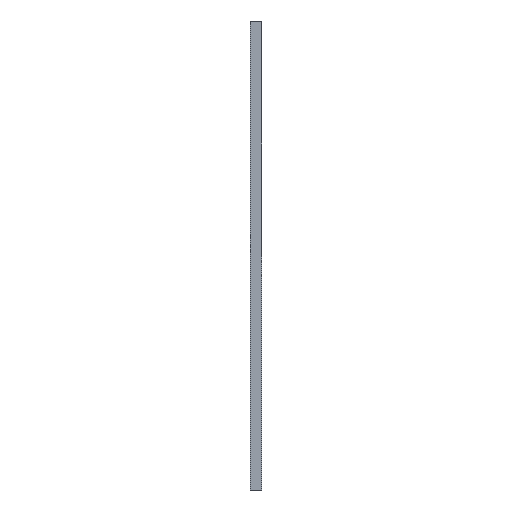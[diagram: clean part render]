
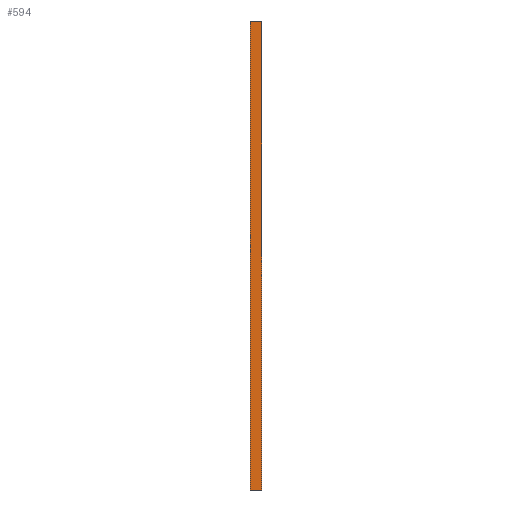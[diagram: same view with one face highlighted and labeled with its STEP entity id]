
A CAD part, left-side view. The second image highlights one B-rep face of the part: STEP entity #594.
In plain terms, the highlighted planar face has unit normal (-1, 0, 0).
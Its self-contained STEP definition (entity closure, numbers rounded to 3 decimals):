
#5 = CARTESIAN_POINT ( 'NONE',  ( -140., 6., -120. ) ) ;
#60 = CARTESIAN_POINT ( 'NONE',  ( -140., 6., 120. ) ) ;
#180 = CARTESIAN_POINT ( 'NONE',  ( -140., 6., -120. ) ) ;
#189 = VERTEX_POINT ( 'NONE', #890 ) ;
#210 = PLANE ( 'NONE',  #1755 ) ;
#371 = EDGE_LOOP ( 'NONE', ( #1254, #1230, #1001, #1820 ) ) ;
#382 = DIRECTION ( 'NONE',  ( 0., 0., -1. ) ) ;
#411 = EDGE_CURVE ( 'NONE', #1812, #1205, #1817, .T. ) ;
#546 = DIRECTION ( 'NONE',  ( 0., 0., 1. ) ) ;
#594 = ADVANCED_FACE ( 'NONE', ( #1464 ), #210, .F. ) ;
#669 = CARTESIAN_POINT ( 'NONE',  ( -140., 6., -120. ) ) ;
#887 = LINE ( 'NONE', #1055, #1834 ) ;
#890 = CARTESIAN_POINT ( 'NONE',  ( -140., 0., 120. ) ) ;
#894 = DIRECTION ( 'NONE',  ( 0., -1., 0. ) ) ;
#1001 = ORIENTED_EDGE ( 'NONE', *, *, #1353, .F. ) ;
#1055 = CARTESIAN_POINT ( 'NONE',  ( -140., 6., 120. ) ) ;
#1134 = VECTOR ( 'NONE', #2087, 1000. ) ;
#1186 = EDGE_CURVE ( 'NONE', #2127, #189, #887, .T. ) ;
#1205 = VERTEX_POINT ( 'NONE', #1639 ) ;
#1230 = ORIENTED_EDGE ( 'NONE', *, *, #1186, .F. ) ;
#1254 = ORIENTED_EDGE ( 'NONE', *, *, #2215, .T. ) ;
#1328 = VECTOR ( 'NONE', #894, 1000. ) ;
#1353 = EDGE_CURVE ( 'NONE', #1812, #2127, #1958, .T. ) ;
#1464 = FACE_OUTER_BOUND ( 'NONE', #371, .T. ) ;
#1483 = VECTOR ( 'NONE', #546, 1000. ) ;
#1493 = DIRECTION ( 'NONE',  ( 1., 0., 0. ) ) ;
#1638 = LINE ( 'NONE', #1905, #1134 ) ;
#1639 = CARTESIAN_POINT ( 'NONE',  ( -140., 0., -120. ) ) ;
#1755 = AXIS2_PLACEMENT_3D ( 'NONE', #5, #1493, #382 ) ;
#1812 = VERTEX_POINT ( 'NONE', #669 ) ;
#1817 = LINE ( 'NONE', #180, #1328 ) ;
#1820 = ORIENTED_EDGE ( 'NONE', *, *, #411, .T. ) ;
#1834 = VECTOR ( 'NONE', #1974, 1000. ) ;
#1905 = CARTESIAN_POINT ( 'NONE',  ( -140., 0., -120. ) ) ;
#1958 = LINE ( 'NONE', #2203, #1483 ) ;
#1974 = DIRECTION ( 'NONE',  ( 0., -1., 0. ) ) ;
#2087 = DIRECTION ( 'NONE',  ( 0., 0., 1. ) ) ;
#2127 = VERTEX_POINT ( 'NONE', #60 ) ;
#2203 = CARTESIAN_POINT ( 'NONE',  ( -140., 6., -120. ) ) ;
#2215 = EDGE_CURVE ( 'NONE', #1205, #189, #1638, .T. ) ;
